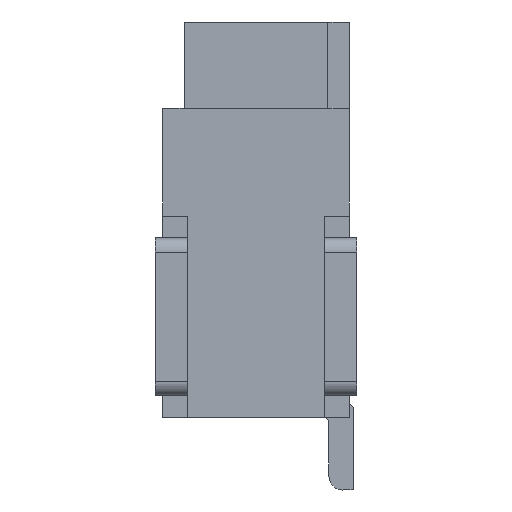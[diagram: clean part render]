
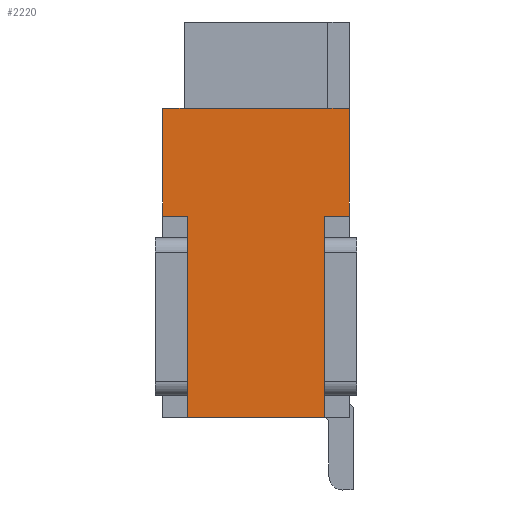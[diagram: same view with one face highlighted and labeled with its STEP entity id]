
A CAD part, left-side view. The second image highlights one B-rep face of the part: STEP entity #2220.
In plain terms, the highlighted planar face has unit normal (-1, 0, 0).
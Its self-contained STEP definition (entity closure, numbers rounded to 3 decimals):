
#2220=ADVANCED_FACE('',(#4577),#4578,.F.);
#4577=FACE_OUTER_BOUND('',#7084,.T.);
#4578=PLANE('',#7085);
#7084=EDGE_LOOP('',(#13931,#13932,#13933,#13934,#13935,#13936,#13937,#13938,#13939,#13940));
#7085=AXIS2_PLACEMENT_3D('',#13941,#13942,#13943);
#13931=ORIENTED_EDGE('',*,*,#18261,.F.);
#13932=ORIENTED_EDGE('',*,*,#18312,.F.);
#13933=ORIENTED_EDGE('',*,*,#18313,.T.);
#13934=ORIENTED_EDGE('',*,*,#18314,.T.);
#13935=ORIENTED_EDGE('',*,*,#18315,.T.);
#13936=ORIENTED_EDGE('',*,*,#18316,.F.);
#13937=ORIENTED_EDGE('',*,*,#18317,.T.);
#13938=ORIENTED_EDGE('',*,*,#18318,.T.);
#13939=ORIENTED_EDGE('',*,*,#18319,.F.);
#13940=ORIENTED_EDGE('',*,*,#18320,.F.);
#13941=CARTESIAN_POINT('',(-8.9,1.3,-3.35));
#13942=DIRECTION('',(1.0,0.0,0.0));
#13943=DIRECTION('',(0.0,0.0,-1.0));
#18261=EDGE_CURVE('',#22809,#22810,#22811,.T.);
#18312=EDGE_CURVE('',#22888,#22809,#22889,.T.);
#18313=EDGE_CURVE('',#22888,#22890,#22891,.T.);
#18314=EDGE_CURVE('',#22890,#22892,#22893,.T.);
#18315=EDGE_CURVE('',#22892,#22894,#22895,.T.);
#18316=EDGE_CURVE('',#22896,#22894,#22897,.T.);
#18317=EDGE_CURVE('',#22896,#22898,#22899,.T.);
#18318=EDGE_CURVE('',#22898,#22900,#22901,.T.);
#18319=EDGE_CURVE('',#22902,#22900,#22903,.T.);
#18320=EDGE_CURVE('',#22810,#22902,#22904,.T.);
#22809=VERTEX_POINT('',#29571);
#22810=VERTEX_POINT('',#29572);
#22811=LINE('',#29573,#29574);
#22888=VERTEX_POINT('',#29689);
#22889=LINE('',#29690,#29691);
#22890=VERTEX_POINT('',#29692);
#22891=LINE('',#29693,#29694);
#22892=VERTEX_POINT('',#29695);
#22893=LINE('',#29696,#29697);
#22894=VERTEX_POINT('',#29698);
#22895=LINE('',#29699,#29700);
#22896=VERTEX_POINT('',#29701);
#22897=LINE('',#29702,#29703);
#22898=VERTEX_POINT('',#29704);
#22899=LINE('',#29705,#29706);
#22900=VERTEX_POINT('',#29707);
#22901=LINE('',#29708,#29709);
#22902=VERTEX_POINT('',#29710);
#22903=LINE('',#29711,#29712);
#22904=LINE('',#29713,#29714);
#29571=CARTESIAN_POINT('',(-8.9,2.3,-1.2));
#29572=CARTESIAN_POINT('',(-8.9,0.3,-1.2));
#29573=CARTESIAN_POINT('',(-8.9,1.3,-1.2));
#29574=VECTOR('',#32676,1.0);
#29689=CARTESIAN_POINT('',(-8.9,2.6,-1.2));
#29690=CARTESIAN_POINT('',(-8.9,1.3,-1.2));
#29691=VECTOR('',#32715,1.0);
#29692=CARTESIAN_POINT('',(-8.9,2.6,-2.7));
#29693=CARTESIAN_POINT('',(-8.9,2.6,-3.35));
#29694=VECTOR('',#32716,1.0);
#29695=CARTESIAN_POINT('',(-8.9,2.25,-2.7));
#29696=CARTESIAN_POINT('',(-8.9,1.9,-2.7));
#29697=VECTOR('',#32717,1.0);
#29698=CARTESIAN_POINT('',(-8.9,2.25,-5.5));
#29699=CARTESIAN_POINT('',(-8.9,2.25,-3.725));
#29700=VECTOR('',#32718,1.0);
#29701=CARTESIAN_POINT('',(-8.9,0.349,-5.5));
#29702=CARTESIAN_POINT('',(-8.9,1.3,-5.5));
#29703=VECTOR('',#32719,1.0);
#29704=CARTESIAN_POINT('',(-8.9,0.349,-2.7));
#29705=CARTESIAN_POINT('',(-8.9,0.349,-3.725));
#29706=VECTOR('',#32720,1.0);
#29707=CARTESIAN_POINT('',(-8.9,0.0,-2.7));
#29708=CARTESIAN_POINT('',(-8.9,0.737,-2.7));
#29709=VECTOR('',#32721,1.0);
#29710=CARTESIAN_POINT('',(-8.9,0.0,-1.2));
#29711=CARTESIAN_POINT('',(-8.9,0.0,-3.35));
#29712=VECTOR('',#32722,1.0);
#29713=CARTESIAN_POINT('',(-8.9,1.3,-1.2));
#29714=VECTOR('',#32723,1.0);
#32676=DIRECTION('',(0.0,-1.0,0.0));
#32715=DIRECTION('',(0.0,-1.0,0.0));
#32716=DIRECTION('',(0.0,0.0,-1.0));
#32717=DIRECTION('',(0.0,-1.0,0.0));
#32718=DIRECTION('',(0.0,0.0,-1.0));
#32719=DIRECTION('',(0.0,1.0,0.0));
#32720=DIRECTION('',(-0.0,0.0,1.0));
#32721=DIRECTION('',(0.0,-1.0,0.0));
#32722=DIRECTION('',(0.0,0.0,-1.0));
#32723=DIRECTION('',(0.0,-1.0,0.0));
